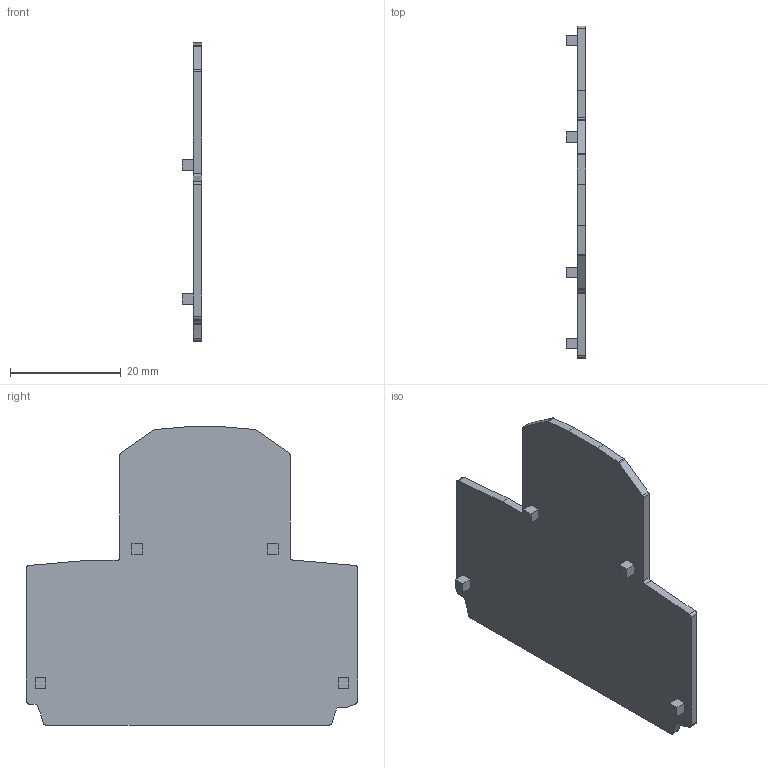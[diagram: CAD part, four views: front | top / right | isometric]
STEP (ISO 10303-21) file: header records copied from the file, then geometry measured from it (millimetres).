
FILE_DESCRIPTION(('CATIA V5R20 STEP214'),'2;1');
FILE_NAME ('5870108_2', '2014-07-04T08:21:11+00:00', ('Weidmueller Interface'), ('Weidmueller'), 'CATIA Version 5 Release 20 SP 5 (IN-10)', 'CATIA V5 STEP AP214', 'none');
FILE_SCHEMA(('AUTOMOTIVE_DESIGN { 1 0 10303 214 1 1 1 1 }'));
Length unit declared in the file: millimetre
Products named in the file (1): WAP WDK ...N_S3D
Bounding box: 3.5 x 60 x 53.9 mm (x, y, z)
Volume: 3718.9 mm3; surface area: 5302.8 mm2
Topology: 1 solids, 1 shells, 55 faces, 147 edges, 98 vertices
Faces by surface type: plane 39, cylinder 16
Entity records: 1669 total; most frequent: CARTESIAN_POINT 294, ORIENTED_EDGE 294, DIRECTION 243, EDGE_CURVE 147, VECTOR 115, LINE 115, VERTEX_POINT 98, AXIS2_PLACEMENT_3D 81
